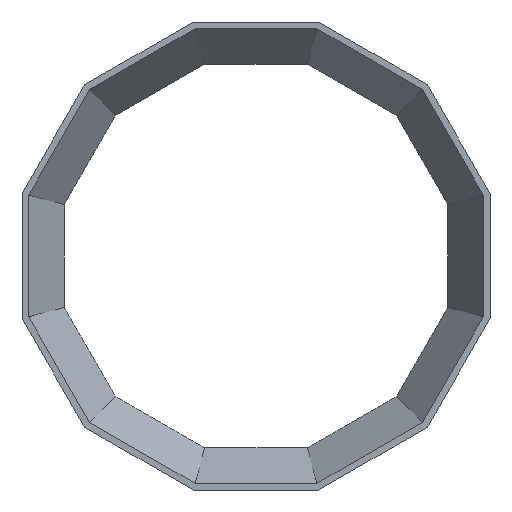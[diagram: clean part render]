
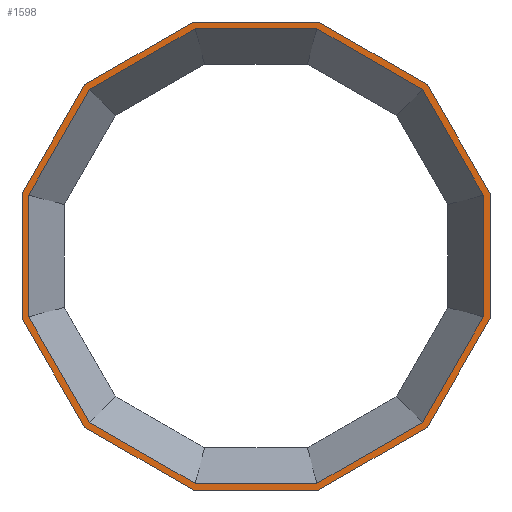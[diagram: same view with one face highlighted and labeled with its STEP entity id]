
A CAD part, front view. The second image highlights one B-rep face of the part: STEP entity #1598.
In plain terms, the highlighted planar face has unit normal (0, -1, 0).
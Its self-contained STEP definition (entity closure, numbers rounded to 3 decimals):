
#16=FACE_BOUND('',#202,.T.);
#102=FACE_OUTER_BOUND('',#201,.T.);
#201=EDGE_LOOP('',(#1343,#1344,#1345,#1346,#1347,#1348,#1349,#1350,#1351,
#1352,#1353,#1354));
#202=EDGE_LOOP('',(#1355,#1356,#1357,#1358,#1359,#1360,#1361,#1362,#1363,
#1364,#1365,#1366));
#277=LINE('',#2274,#493);
#281=LINE('',#2281,#497);
#284=LINE('',#2287,#500);
#287=LINE('',#2293,#503);
#290=LINE('',#2299,#506);
#293=LINE('',#2305,#509);
#296=LINE('',#2311,#512);
#299=LINE('',#2317,#515);
#302=LINE('',#2323,#518);
#305=LINE('',#2329,#521);
#308=LINE('',#2335,#524);
#310=LINE('',#2338,#526);
#385=LINE('',#2491,#601);
#388=LINE('',#2497,#604);
#391=LINE('',#2503,#607);
#394=LINE('',#2509,#610);
#397=LINE('',#2515,#613);
#400=LINE('',#2521,#616);
#403=LINE('',#2527,#619);
#406=LINE('',#2533,#622);
#409=LINE('',#2539,#625);
#412=LINE('',#2545,#628);
#415=LINE('',#2551,#631);
#418=LINE('',#2555,#634);
#493=VECTOR('',#1846,10.);
#497=VECTOR('',#1852,10.);
#500=VECTOR('',#1857,10.);
#503=VECTOR('',#1862,10.);
#506=VECTOR('',#1867,10.);
#509=VECTOR('',#1872,10.);
#512=VECTOR('',#1877,10.);
#515=VECTOR('',#1882,10.);
#518=VECTOR('',#1887,10.);
#521=VECTOR('',#1892,10.);
#524=VECTOR('',#1897,10.);
#526=VECTOR('',#1901,10.);
#601=VECTOR('',#2052,10.);
#604=VECTOR('',#2057,10.);
#607=VECTOR('',#2062,10.);
#610=VECTOR('',#2067,10.);
#613=VECTOR('',#2072,10.);
#616=VECTOR('',#2077,10.);
#619=VECTOR('',#2082,10.);
#622=VECTOR('',#2087,10.);
#625=VECTOR('',#2092,10.);
#628=VECTOR('',#2097,10.);
#631=VECTOR('',#2102,10.);
#634=VECTOR('',#2107,10.);
#685=VERTEX_POINT('',#2271);
#686=VERTEX_POINT('',#2273);
#688=VERTEX_POINT('',#2279);
#690=VERTEX_POINT('',#2285);
#692=VERTEX_POINT('',#2291);
#694=VERTEX_POINT('',#2297);
#696=VERTEX_POINT('',#2303);
#698=VERTEX_POINT('',#2309);
#700=VERTEX_POINT('',#2315);
#702=VERTEX_POINT('',#2321);
#704=VERTEX_POINT('',#2327);
#706=VERTEX_POINT('',#2333);
#745=VERTEX_POINT('',#2488);
#746=VERTEX_POINT('',#2490);
#748=VERTEX_POINT('',#2496);
#750=VERTEX_POINT('',#2502);
#752=VERTEX_POINT('',#2508);
#754=VERTEX_POINT('',#2514);
#756=VERTEX_POINT('',#2520);
#758=VERTEX_POINT('',#2526);
#760=VERTEX_POINT('',#2532);
#762=VERTEX_POINT('',#2538);
#764=VERTEX_POINT('',#2544);
#766=VERTEX_POINT('',#2550);
#829=EDGE_CURVE('',#686,#685,#277,.T.);
#833=EDGE_CURVE('',#685,#688,#281,.T.);
#836=EDGE_CURVE('',#688,#690,#284,.T.);
#839=EDGE_CURVE('',#690,#692,#287,.T.);
#842=EDGE_CURVE('',#692,#694,#290,.T.);
#845=EDGE_CURVE('',#694,#696,#293,.T.);
#848=EDGE_CURVE('',#696,#698,#296,.T.);
#851=EDGE_CURVE('',#698,#700,#299,.T.);
#854=EDGE_CURVE('',#700,#702,#302,.T.);
#857=EDGE_CURVE('',#702,#704,#305,.T.);
#860=EDGE_CURVE('',#704,#706,#308,.T.);
#862=EDGE_CURVE('',#706,#686,#310,.T.);
#937=EDGE_CURVE('',#746,#745,#385,.T.);
#940=EDGE_CURVE('',#748,#746,#388,.T.);
#943=EDGE_CURVE('',#750,#748,#391,.T.);
#946=EDGE_CURVE('',#752,#750,#394,.T.);
#949=EDGE_CURVE('',#754,#752,#397,.T.);
#952=EDGE_CURVE('',#756,#754,#400,.T.);
#955=EDGE_CURVE('',#758,#756,#403,.T.);
#958=EDGE_CURVE('',#760,#758,#406,.T.);
#961=EDGE_CURVE('',#762,#760,#409,.T.);
#964=EDGE_CURVE('',#764,#762,#412,.T.);
#967=EDGE_CURVE('',#766,#764,#415,.T.);
#970=EDGE_CURVE('',#745,#766,#418,.T.);
#1343=ORIENTED_EDGE('',*,*,#970,.T.);
#1344=ORIENTED_EDGE('',*,*,#967,.T.);
#1345=ORIENTED_EDGE('',*,*,#964,.T.);
#1346=ORIENTED_EDGE('',*,*,#961,.T.);
#1347=ORIENTED_EDGE('',*,*,#958,.T.);
#1348=ORIENTED_EDGE('',*,*,#955,.T.);
#1349=ORIENTED_EDGE('',*,*,#952,.T.);
#1350=ORIENTED_EDGE('',*,*,#949,.T.);
#1351=ORIENTED_EDGE('',*,*,#946,.T.);
#1352=ORIENTED_EDGE('',*,*,#943,.T.);
#1353=ORIENTED_EDGE('',*,*,#940,.T.);
#1354=ORIENTED_EDGE('',*,*,#937,.T.);
#1355=ORIENTED_EDGE('',*,*,#829,.T.);
#1356=ORIENTED_EDGE('',*,*,#833,.T.);
#1357=ORIENTED_EDGE('',*,*,#836,.T.);
#1358=ORIENTED_EDGE('',*,*,#839,.T.);
#1359=ORIENTED_EDGE('',*,*,#842,.T.);
#1360=ORIENTED_EDGE('',*,*,#845,.T.);
#1361=ORIENTED_EDGE('',*,*,#848,.T.);
#1362=ORIENTED_EDGE('',*,*,#851,.T.);
#1363=ORIENTED_EDGE('',*,*,#854,.T.);
#1364=ORIENTED_EDGE('',*,*,#857,.T.);
#1365=ORIENTED_EDGE('',*,*,#860,.T.);
#1366=ORIENTED_EDGE('',*,*,#862,.T.);
#1500=PLANE('',#1719);
#1598=ADVANCED_FACE('',(#102,#16),#1500,.T.);
#1719=AXIS2_PLACEMENT_3D('',#2556,#2108,#2109);
#1846=DIRECTION('',(-0.866,0.,0.5));
#1852=DIRECTION('',(-0.5,0.,0.866));
#1857=DIRECTION('',(0.,0.,1.));
#1862=DIRECTION('',(0.5,0.,0.866));
#1867=DIRECTION('',(0.866,0.,0.5));
#1872=DIRECTION('',(1.,0.,0.));
#1877=DIRECTION('',(0.866,0.,-0.5));
#1882=DIRECTION('',(0.5,0.,-0.866));
#1887=DIRECTION('',(0.,0.,-1.));
#1892=DIRECTION('',(-0.5,0.,-0.866));
#1897=DIRECTION('',(-0.866,0.,-0.5));
#1901=DIRECTION('',(-1.,0.,0.));
#2052=DIRECTION('',(0.866,0.,-0.5));
#2057=DIRECTION('',(0.5,0.,-0.866));
#2062=DIRECTION('',(0.,0.,-1.));
#2067=DIRECTION('',(-0.5,0.,-0.866));
#2072=DIRECTION('',(-0.866,0.,-0.5));
#2077=DIRECTION('',(-1.,0.,0.));
#2082=DIRECTION('',(-0.866,0.,0.5));
#2087=DIRECTION('',(-0.5,0.,0.866));
#2092=DIRECTION('',(0.,0.,1.));
#2097=DIRECTION('',(0.5,0.,0.866));
#2102=DIRECTION('',(0.866,0.,0.5));
#2107=DIRECTION('',(1.,0.,0.));
#2108=DIRECTION('center_axis',(0.,-1.,0.));
#2109=DIRECTION('ref_axis',(0.,0.,-1.));
#2271=CARTESIAN_POINT('',(-12.546,-1.2,-12.546));
#2273=CARTESIAN_POINT('',(-4.592,-1.2,-17.137));
#2274=CARTESIAN_POINT('',(-10.615,-1.2,-13.66));
#2279=CARTESIAN_POINT('',(-17.137,-1.2,-4.592));
#2281=CARTESIAN_POINT('',(-16.023,-1.2,-6.522));
#2285=CARTESIAN_POINT('',(-17.137,-1.2,4.592));
#2287=CARTESIAN_POINT('',(-17.137,-1.2,2.363));
#2291=CARTESIAN_POINT('',(-12.546,-1.2,12.546));
#2293=CARTESIAN_POINT('',(-13.66,-1.2,10.615));
#2297=CARTESIAN_POINT('',(-4.592,-1.2,17.137));
#2299=CARTESIAN_POINT('',(-6.522,-1.2,16.023));
#2303=CARTESIAN_POINT('',(4.592,-1.2,17.137));
#2305=CARTESIAN_POINT('',(2.363,-1.2,17.137));
#2309=CARTESIAN_POINT('',(12.546,-1.2,12.546));
#2311=CARTESIAN_POINT('',(10.615,-1.2,13.66));
#2315=CARTESIAN_POINT('',(17.137,-1.2,4.592));
#2317=CARTESIAN_POINT('',(16.023,-1.2,6.522));
#2321=CARTESIAN_POINT('',(17.137,-1.2,-4.592));
#2323=CARTESIAN_POINT('',(17.137,-1.2,-2.363));
#2327=CARTESIAN_POINT('',(12.546,-1.2,-12.546));
#2329=CARTESIAN_POINT('',(13.66,-1.2,-10.615));
#2333=CARTESIAN_POINT('',(4.592,-1.2,-17.137));
#2335=CARTESIAN_POINT('',(6.522,-1.2,-16.023));
#2338=CARTESIAN_POINT('',(-2.363,-1.2,-17.137));
#2488=CARTESIAN_POINT('',(-4.726,-1.2,-17.637));
#2490=CARTESIAN_POINT('',(-12.912,-1.2,-12.912));
#2491=CARTESIAN_POINT('',(-12.912,-1.2,-12.912));
#2496=CARTESIAN_POINT('',(-17.637,-1.2,-4.726));
#2497=CARTESIAN_POINT('',(-17.637,-1.2,-4.726));
#2502=CARTESIAN_POINT('',(-17.637,-1.2,4.726));
#2503=CARTESIAN_POINT('',(-17.637,-1.2,4.726));
#2508=CARTESIAN_POINT('',(-12.912,-1.2,12.912));
#2509=CARTESIAN_POINT('',(-12.912,-1.2,12.912));
#2514=CARTESIAN_POINT('',(-4.726,-1.2,17.637));
#2515=CARTESIAN_POINT('',(-4.726,-1.2,17.637));
#2520=CARTESIAN_POINT('',(4.726,-1.2,17.637));
#2521=CARTESIAN_POINT('',(4.726,-1.2,17.637));
#2526=CARTESIAN_POINT('',(12.912,-1.2,12.912));
#2527=CARTESIAN_POINT('',(12.912,-1.2,12.912));
#2532=CARTESIAN_POINT('',(17.637,-1.2,4.726));
#2533=CARTESIAN_POINT('',(17.637,-1.2,4.726));
#2538=CARTESIAN_POINT('',(17.637,-1.2,-4.726));
#2539=CARTESIAN_POINT('',(17.637,-1.2,-4.726));
#2544=CARTESIAN_POINT('',(12.912,-1.2,-12.912));
#2545=CARTESIAN_POINT('',(12.912,-1.2,-12.912));
#2550=CARTESIAN_POINT('',(4.726,-1.2,-17.637));
#2551=CARTESIAN_POINT('',(4.726,-1.2,-17.637));
#2555=CARTESIAN_POINT('',(-4.726,-1.2,-17.637));
#2556=CARTESIAN_POINT('Origin',(0.,-1.2,0.));
